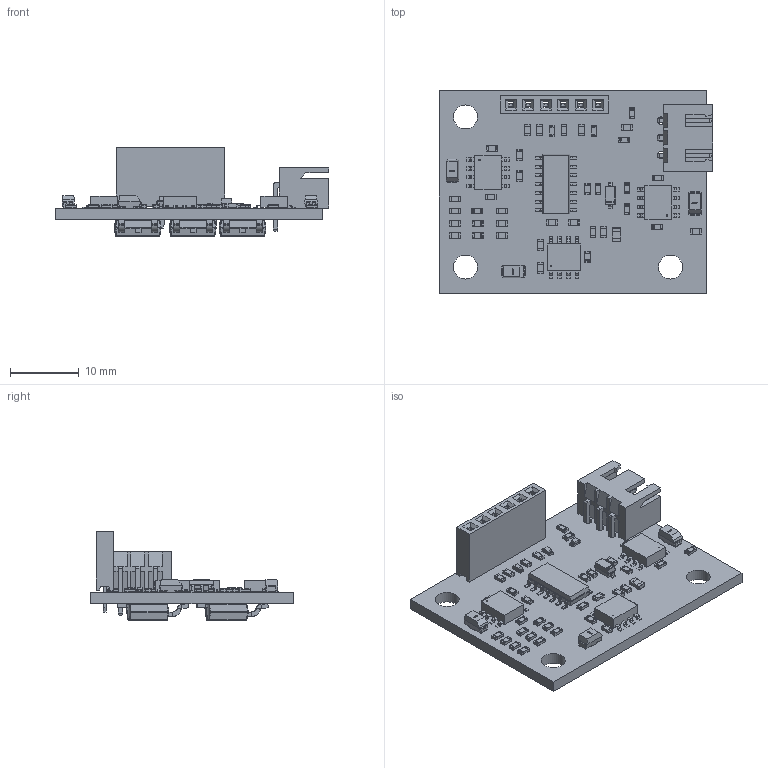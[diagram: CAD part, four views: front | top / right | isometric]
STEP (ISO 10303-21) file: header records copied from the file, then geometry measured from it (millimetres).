
FILE_DESCRIPTION(('Open CASCADE Model'),'2;1');
FILE_NAME('Open CASCADE Shape Model','2021-11-27T23:53:58',('Author'),( 'Open CASCADE'),'Open CASCADE STEP processor 6.8','Open CASCADE 6.8' ,'Unknown');
FILE_SCHEMA(('AUTOMOTIVE_DESIGN { 1 0 10303 214 1 1 1 1 }'));
Length unit declared in the file: millimetre
Products named in the file (76): PCB; Board; Open CASCADE STEP translator 6.8 1.1.1; J1; FEMALE-1X6-2,54mm; U4; SOIC8_ONS_RGB8421504; C10; 2012_TANTAL_KEMET_RGB8421504; C12; C14; U3; U2; U1; ATTINY24A-SSU_RGB8421504; T6; TO-252-3_RGB8421504; T5; T4; T3; T2; T1; R29; Resistor_0603; Pin1Body; Pin2Body; CeramicBody; CoatingBody; R28; R27; R26; R25; R24; R23; R22; R21; R20; R19; R18; R17 ...
Assembly tree (118 placements, depth 4):
  PCB
    Board
      Open CASCADE STEP translator 6.8 1.1.1
    J1
      FEMALE-1X6-2,54mm
    U4
      SOIC8_ONS_RGB8421504
    C10
      2012_TANTAL_KEMET_RGB8421504
    C12
      2012_TANTAL_KEMET_RGB8421504
    C14
      2012_TANTAL_KEMET_RGB8421504
    U3
      SOIC8_ONS_RGB8421504
    U2
      SOIC8_ONS_RGB8421504
    U1
      ATTINY24A-SSU_RGB8421504
    T6
      TO-252-3_RGB8421504
    T5
      TO-252-3_RGB8421504
    T4
      TO-252-3_RGB8421504
    T3
      TO-252-3_RGB8421504
    T2
      TO-252-3_RGB8421504
    T1
      TO-252-3_RGB8421504
    R29
      Resistor_0603
        Pin1Body
        Pin2Body
        CeramicBody
        CoatingBody
    R28
      Resistor_0603
        Pin1Body
        Pin2Body
        CeramicBody
        CoatingBody
    R27
      Resistor_0603
        Pin1Body
        Pin2Body
        CeramicBody
        CoatingBody
    R26
      Resistor_0603
        Pin1Body
        Pin2Body
        CeramicBody
        CoatingBody
    R25
      Resistor_0603
        Pin1Body
        Pin2Body
        CeramicBody
Bounding box: 39.79 x 29.46 x 12.9 mm (x, y, z)
Volume: 3200.3 mm3; surface area: 6243.6 mm2
Topology: 234 solids, 254 shells, 4717 faces, 11963 edges, 7740 vertices
Faces by surface type: plane 3487, cylinder 620, bspline 478, sphere 96, torus 24, revolution 12
Full cylindrical faces by diameter (mm): 0.196 x3, 1.1 x9, 3.5 x3
Entity records: 62740 total; most frequent: CARTESIAN_POINT 14544, ORIENTED_EDGE 7884, DIRECTION 7155, EDGE_CURVE 3942, LINE 2919, VECTOR 2919, VERTEX_POINT 2562, AXIS2_PLACEMENT_3D 2117
